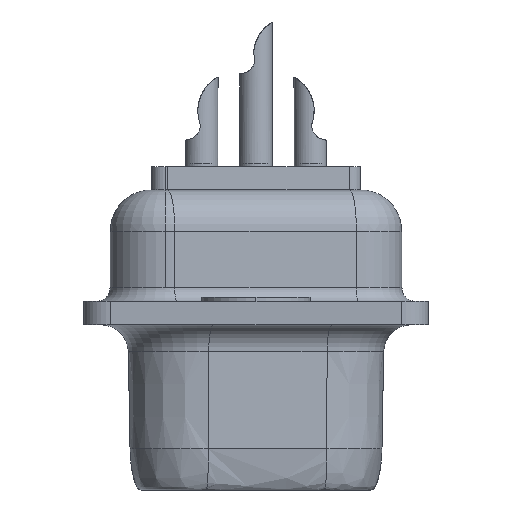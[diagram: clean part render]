
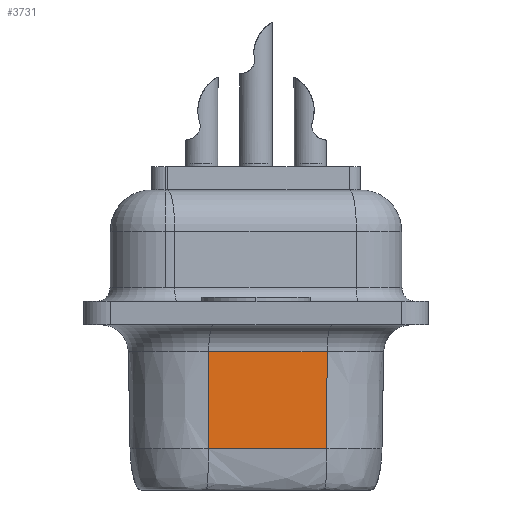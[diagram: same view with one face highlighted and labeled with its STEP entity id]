
A CAD part, left-side view. The second image highlights one B-rep face of the part: STEP entity #3731.
In plain terms, the highlighted planar face has unit normal (-0.985, -0.174, -0.018).
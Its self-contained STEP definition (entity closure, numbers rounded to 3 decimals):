
#546 = EDGE_LOOP ( 'NONE', ( #4895, #5225, #9541, #35180 ) ) ;
#762 = B_SPLINE_CURVE_WITH_KNOTS ( 'NONE', 3,
 ( #11745, #9125, #28630, #34958 ),
 .UNSPECIFIED., .F., .F.,
 ( 4, 4 ),
 ( 0., 1. ),
 .UNSPECIFIED. ) ;
#1138 = DIRECTION ( 'NONE',  ( 0.017, 0.003, -1. ) ) ;
#3731 = ADVANCED_FACE ( 'NONE', ( #20236 ), #17808, .T. ) ;
#4895 = ORIENTED_EDGE ( 'NONE', *, *, #8946, .T. ) ;
#5225 = ORIENTED_EDGE ( 'NONE', *, *, #21653, .T. ) ;
#5538 = LINE ( 'NONE', #28267, #11744 ) ;
#7362 = CARTESIAN_POINT ( 'NONE',  ( -12.719, 1.729, 1.493 ) ) ;
#8692 = VERTEX_POINT ( 'NONE', #18341 ) ;
#8946 = EDGE_CURVE ( 'NONE', #25912, #12348, #5538, .T. ) ;
#9125 = CARTESIAN_POINT ( 'NONE',  ( -12.466, 0.295, 1.493 ) ) ;
#9541 = ORIENTED_EDGE ( 'NONE', *, *, #23798, .F. ) ;
#9978 = EDGE_CURVE ( 'NONE', #21833, #25912, #16649, .T. ) ;
#10276 = DIRECTION ( 'NONE',  ( -0.174, 0.985, 0. ) ) ;
#11744 = VECTOR ( 'NONE', #17001, 1000. ) ;
#11745 = CARTESIAN_POINT ( 'NONE',  ( -12.719, 1.729, 1.493 ) ) ;
#12348 = VERTEX_POINT ( 'NONE', #7362 ) ;
#12994 = VECTOR ( 'NONE', #1138, 1000. ) ;
#15429 = CARTESIAN_POINT ( 'NONE',  ( -11.935, -2.567, 0. ) ) ;
#16649 = LINE ( 'NONE', #35944, #30935 ) ;
#17001 = DIRECTION ( 'NONE',  ( 0.017, 0.003, -1. ) ) ;
#17808 = PLANE ( 'NONE',  #26859 ) ;
#18341 = CARTESIAN_POINT ( 'NONE',  ( -11.961, -2.571, 1.493 ) ) ;
#20236 = FACE_OUTER_BOUND ( 'NONE', #546, .T. ) ;
#21653 = EDGE_CURVE ( 'NONE', #12348, #8692, #762, .T. ) ;
#21833 = VERTEX_POINT ( 'NONE', #33989 ) ;
#22877 = DIRECTION ( 'NONE',  ( 0.174, -0.985, 0. ) ) ;
#23056 = CARTESIAN_POINT ( 'NONE',  ( -12.694, 1.733, 0. ) ) ;
#23798 = EDGE_CURVE ( 'NONE', #21833, #8692, #29642, .T. ) ;
#25912 = VERTEX_POINT ( 'NONE', #35681 ) ;
#26859 = AXIS2_PLACEMENT_3D ( 'NONE', #23056, #34273, #22877 ) ;
#28267 = CARTESIAN_POINT ( 'NONE',  ( -12.694, 1.733, 0. ) ) ;
#28630 = CARTESIAN_POINT ( 'NONE',  ( -12.214, -1.138, 1.493 ) ) ;
#29642 = LINE ( 'NONE', #15429, #12994 ) ;
#30935 = VECTOR ( 'NONE', #10276, 1000. ) ;
#33989 = CARTESIAN_POINT ( 'NONE',  ( -12.022, -2.582, 5.017 ) ) ;
#34273 = DIRECTION ( 'NONE',  ( -0.985, -0.174, -0.017 ) ) ;
#34958 = CARTESIAN_POINT ( 'NONE',  ( -11.961, -2.571, 1.493 ) ) ;
#35180 = ORIENTED_EDGE ( 'NONE', *, *, #9978, .T. ) ;
#35681 = CARTESIAN_POINT ( 'NONE',  ( -12.78, 1.718, 5.017 ) ) ;
#35944 = CARTESIAN_POINT ( 'NONE',  ( -12.78, 1.718, 5.017 ) ) ;
